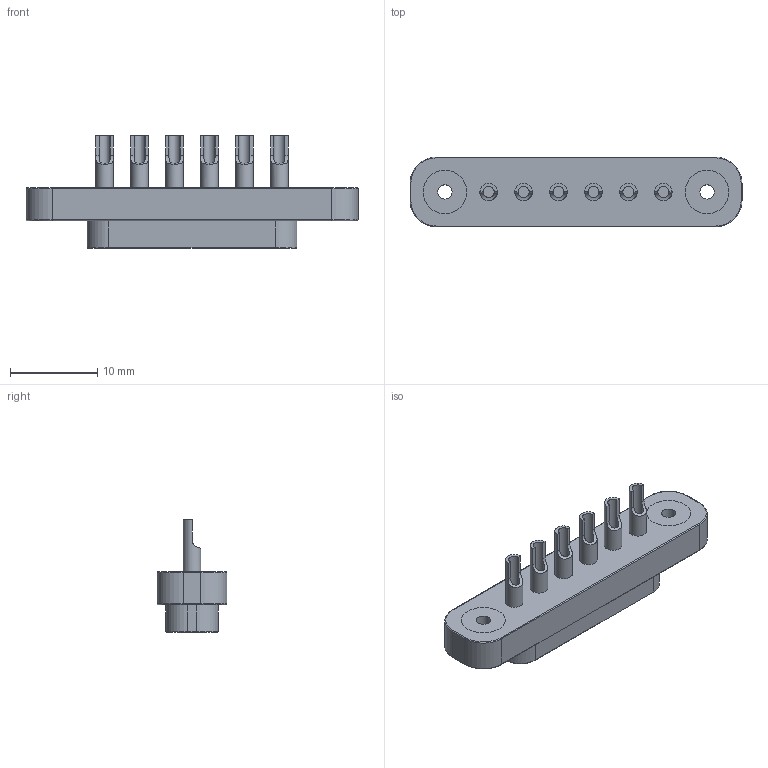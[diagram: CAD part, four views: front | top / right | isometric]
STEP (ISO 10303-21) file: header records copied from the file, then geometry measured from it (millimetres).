
FILE_DESCRIPTION(/* description */ (''),/* implementation_level */ '2;1');
FILE_NAME(/* name */ '868-10-006-00-011101 v2.step',/* time_stamp */ '2022-03-09T11:23:48+09:00',/* author */ (''),/* organization */ (''),/* preprocessor_version */ 'ST-DEVELOPER v18.1',/* originating_system */ 'Autodesk Translation Framework v10.13.0.1454',/* authorisation */ '');
FILE_SCHEMA (('AUTOMOTIVE_DESIGN { 1 0 10303 214 3 1 1 }'));
Length unit declared in the file: millimetre
Products named in the file (1): 868-10-006-00-011101
Bounding box: 38 x 8 x 12.92 mm (x, y, z)
Volume: 1554.8 mm3; surface area: 2249.7 mm2
Topology: 9 solids, 9 shells, 119 faces, 246 edges, 152 vertices
Faces by surface type: cylinder 56, plane 51, torus 12
Full cylindrical faces by diameter (mm): 1.27 x12, 1.623 x2, 2 x12, 5 x4
Entity records: 3505 total; most frequent: CARTESIAN_POINT 824, DIRECTION 586, ORIENTED_EDGE 492, EDGE_CURVE 246, AXIS2_PLACEMENT_3D 232, VERTEX_POINT 152, EDGE_LOOP 146, LINE 122
